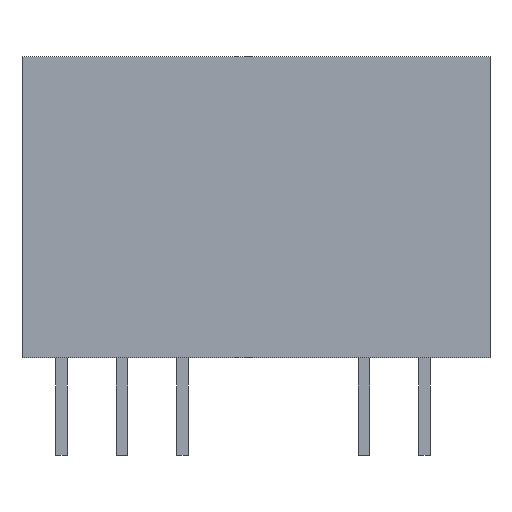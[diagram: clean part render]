
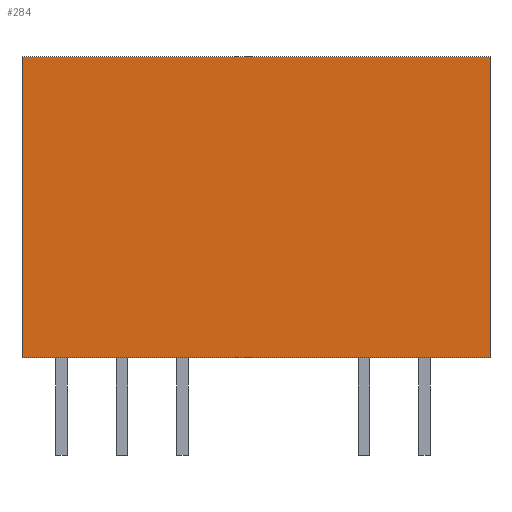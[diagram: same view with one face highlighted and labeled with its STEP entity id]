
A CAD part, left-side view. The second image highlights one B-rep face of the part: STEP entity #284.
In plain terms, the highlighted planar face has unit normal (-1, 0, 0).
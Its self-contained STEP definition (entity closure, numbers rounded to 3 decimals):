
#21 = EDGE_CURVE('',#22,#24,#26,.T.);
#22 = VERTEX_POINT('',#23);
#23 = CARTESIAN_POINT('',(0.,0.,0.));
#24 = VERTEX_POINT('',#25);
#25 = CARTESIAN_POINT('',(0.,0.,12.65));
#26 = SURFACE_CURVE('',#27,(#31,#43),.PCURVE_S1.);
#27 = LINE('',#28,#29);
#28 = CARTESIAN_POINT('',(0.,0.,0.));
#29 = VECTOR('',#30,1.);
#30 = DIRECTION('',(0.,0.,1.));
#31 = PCURVE('',#32,#37);
#32 = PLANE('',#33);
#33 = AXIS2_PLACEMENT_3D('',#34,#35,#36);
#34 = CARTESIAN_POINT('',(0.,0.,0.));
#35 = DIRECTION('',(0.,1.,0.));
#36 = DIRECTION('',(1.,0.,0.));
#37 = DEFINITIONAL_REPRESENTATION('',(#38),#42);
#38 = LINE('',#39,#40);
#39 = CARTESIAN_POINT('',(0.,0.));
#40 = VECTOR('',#41,1.);
#41 = DIRECTION('',(0.,-1.));
#42 = ( GEOMETRIC_REPRESENTATION_CONTEXT(2) 
PARAMETRIC_REPRESENTATION_CONTEXT() REPRESENTATION_CONTEXT('2D SPACE',''
  ) );
#43 = PCURVE('',#44,#49);
#44 = PLANE('',#45);
#45 = AXIS2_PLACEMENT_3D('',#46,#47,#48);
#46 = CARTESIAN_POINT('',(0.,19.65,0.));
#47 = DIRECTION('',(1.,0.,0.));
#48 = DIRECTION('',(0.,-1.,0.));
#49 = DEFINITIONAL_REPRESENTATION('',(#50),#54);
#50 = LINE('',#51,#52);
#51 = CARTESIAN_POINT('',(19.65,0.));
#52 = VECTOR('',#53,1.);
#53 = DIRECTION('',(0.,-1.));
#54 = ( GEOMETRIC_REPRESENTATION_CONTEXT(2) 
PARAMETRIC_REPRESENTATION_CONTEXT() REPRESENTATION_CONTEXT('2D SPACE',''
  ) );
#72 = PLANE('',#73);
#73 = AXIS2_PLACEMENT_3D('',#74,#75,#76);
#74 = CARTESIAN_POINT('',(5.025,9.825,12.65));
#75 = DIRECTION('',(0.,0.,1.));
#76 = DIRECTION('',(1.,0.,0.));
#126 = PLANE('',#127);
#127 = AXIS2_PLACEMENT_3D('',#128,#129,#130);
#128 = CARTESIAN_POINT('',(5.025,9.825,0.));
#129 = DIRECTION('',(0.,0.,1.));
#130 = DIRECTION('',(1.,0.,0.));
#181 = PLANE('',#182);
#182 = AXIS2_PLACEMENT_3D('',#183,#184,#185);
#183 = CARTESIAN_POINT('',(10.05,19.65,0.));
#184 = DIRECTION('',(0.,-1.,0.));
#185 = DIRECTION('',(-1.,0.,0.));
#219 = VERTEX_POINT('',#220);
#220 = CARTESIAN_POINT('',(0.,19.65,12.65));
#241 = EDGE_CURVE('',#242,#219,#244,.T.);
#242 = VERTEX_POINT('',#243);
#243 = CARTESIAN_POINT('',(0.,19.65,0.));
#244 = SURFACE_CURVE('',#245,(#249,#256),.PCURVE_S1.);
#245 = LINE('',#246,#247);
#246 = CARTESIAN_POINT('',(0.,19.65,0.));
#247 = VECTOR('',#248,1.);
#248 = DIRECTION('',(0.,0.,1.));
#249 = PCURVE('',#181,#250);
#250 = DEFINITIONAL_REPRESENTATION('',(#251),#255);
#251 = LINE('',#252,#253);
#252 = CARTESIAN_POINT('',(10.05,0.));
#253 = VECTOR('',#254,1.);
#254 = DIRECTION('',(0.,-1.));
#255 = ( GEOMETRIC_REPRESENTATION_CONTEXT(2) 
PARAMETRIC_REPRESENTATION_CONTEXT() REPRESENTATION_CONTEXT('2D SPACE',''
  ) );
#256 = PCURVE('',#44,#257);
#257 = DEFINITIONAL_REPRESENTATION('',(#258),#262);
#258 = LINE('',#259,#260);
#259 = CARTESIAN_POINT('',(0.,0.));
#260 = VECTOR('',#261,1.);
#261 = DIRECTION('',(0.,-1.));
#262 = ( GEOMETRIC_REPRESENTATION_CONTEXT(2) 
PARAMETRIC_REPRESENTATION_CONTEXT() REPRESENTATION_CONTEXT('2D SPACE',''
  ) );
#284 = ADVANCED_FACE('',(#285),#44,.F.);
#285 = FACE_BOUND('',#286,.F.);
#286 = EDGE_LOOP('',(#287,#288,#309,#310));
#287 = ORIENTED_EDGE('',*,*,#241,.T.);
#288 = ORIENTED_EDGE('',*,*,#289,.T.);
#289 = EDGE_CURVE('',#219,#24,#290,.T.);
#290 = SURFACE_CURVE('',#291,(#295,#302),.PCURVE_S1.);
#291 = LINE('',#292,#293);
#292 = CARTESIAN_POINT('',(0.,19.65,12.65));
#293 = VECTOR('',#294,1.);
#294 = DIRECTION('',(0.,-1.,0.));
#295 = PCURVE('',#44,#296);
#296 = DEFINITIONAL_REPRESENTATION('',(#297),#301);
#297 = LINE('',#298,#299);
#298 = CARTESIAN_POINT('',(0.,-12.65));
#299 = VECTOR('',#300,1.);
#300 = DIRECTION('',(1.,0.));
#301 = ( GEOMETRIC_REPRESENTATION_CONTEXT(2) 
PARAMETRIC_REPRESENTATION_CONTEXT() REPRESENTATION_CONTEXT('2D SPACE',''
  ) );
#302 = PCURVE('',#72,#303);
#303 = DEFINITIONAL_REPRESENTATION('',(#304),#308);
#304 = LINE('',#305,#306);
#305 = CARTESIAN_POINT('',(-5.025,9.825));
#306 = VECTOR('',#307,1.);
#307 = DIRECTION('',(0.,-1.));
#308 = ( GEOMETRIC_REPRESENTATION_CONTEXT(2) 
PARAMETRIC_REPRESENTATION_CONTEXT() REPRESENTATION_CONTEXT('2D SPACE',''
  ) );
#309 = ORIENTED_EDGE('',*,*,#21,.F.);
#310 = ORIENTED_EDGE('',*,*,#311,.F.);
#311 = EDGE_CURVE('',#242,#22,#312,.T.);
#312 = SURFACE_CURVE('',#313,(#317,#324),.PCURVE_S1.);
#313 = LINE('',#314,#315);
#314 = CARTESIAN_POINT('',(0.,19.65,0.));
#315 = VECTOR('',#316,1.);
#316 = DIRECTION('',(0.,-1.,0.));
#317 = PCURVE('',#44,#318);
#318 = DEFINITIONAL_REPRESENTATION('',(#319),#323);
#319 = LINE('',#320,#321);
#320 = CARTESIAN_POINT('',(0.,0.));
#321 = VECTOR('',#322,1.);
#322 = DIRECTION('',(1.,0.));
#323 = ( GEOMETRIC_REPRESENTATION_CONTEXT(2) 
PARAMETRIC_REPRESENTATION_CONTEXT() REPRESENTATION_CONTEXT('2D SPACE',''
  ) );
#324 = PCURVE('',#126,#325);
#325 = DEFINITIONAL_REPRESENTATION('',(#326),#330);
#326 = LINE('',#327,#328);
#327 = CARTESIAN_POINT('',(-5.025,9.825));
#328 = VECTOR('',#329,1.);
#329 = DIRECTION('',(0.,-1.));
#330 = ( GEOMETRIC_REPRESENTATION_CONTEXT(2) 
PARAMETRIC_REPRESENTATION_CONTEXT() REPRESENTATION_CONTEXT('2D SPACE',''
  ) );
